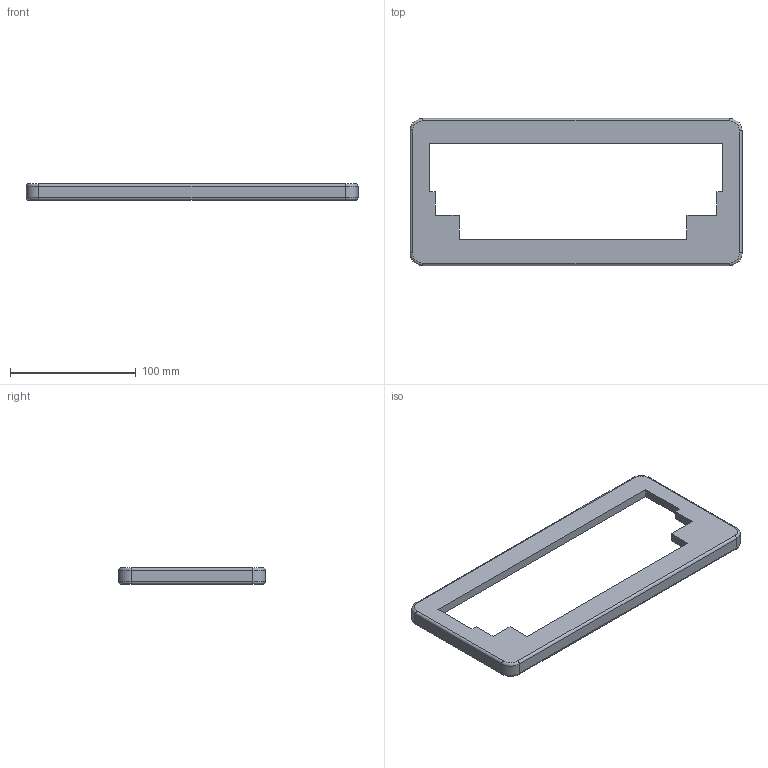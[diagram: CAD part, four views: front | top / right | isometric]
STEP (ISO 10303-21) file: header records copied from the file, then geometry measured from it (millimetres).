
FILE_DESCRIPTION(/* description */ ('','CAx-IF Rec.Pracs.---Representation and Presentation of Product Manufacturing Information (PMI)---4.0---2014-10-13'),/* implementation_level */ '2;1');
FILE_NAME(/* name */ 'Top case.step',/* time_stamp */ '2025-03-25T16:24:25+01:00',/* author */ (''),/* organization */ (''),/* preprocessor_version */ 'ST-DEVELOPER v20',/* originating_system */ 'Autodesk Translation Framework v13.20.0.188',/* authorisation */ '');
FILE_SCHEMA (('AP242_MANAGED_MODEL_BASED_3D_ENGINEERING_MIM_LF { 1 0 10303 442 1 1 4 }'));
Length unit declared in the file: millimetre
Products named in the file (3): Pancake case; Pancake; Top Case
Assembly tree (2 placements, depth 3):
  Pancake case
    Pancake
      Top Case
Bounding box: 264 x 117 x 13 mm (x, y, z)
Volume: 114634.7 mm3; surface area: 46906.7 mm2
Topology: 1 solids, 1 shells, 157 faces, 402 edges, 260 vertices
Faces by surface type: plane 83, cylinder 58, cone 8, torus 8
Full cylindrical faces by diameter (mm): 3.2 x8, 5 x8
Entity records: 4806 total; most frequent: DIRECTION 842, CARTESIAN_POINT 816, ORIENTED_EDGE 788, EDGE_CURVE 394, AXIS2_PLACEMENT_3D 286, LINE 270, VECTOR 270, VERTEX_POINT 260
